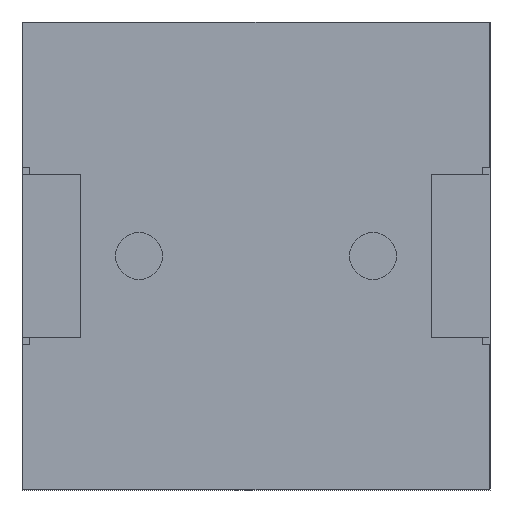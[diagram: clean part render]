
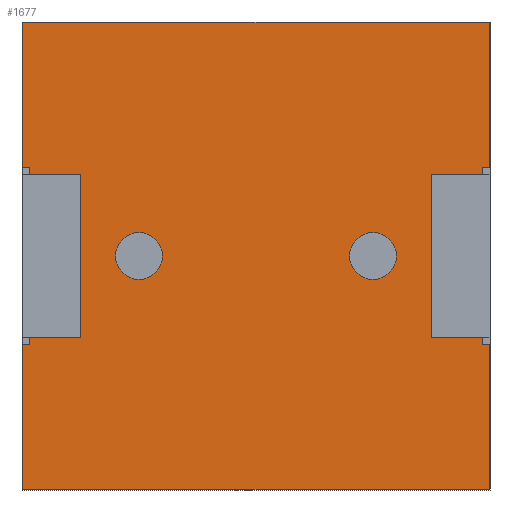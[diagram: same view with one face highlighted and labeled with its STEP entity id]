
A CAD part, front view. The second image highlights one B-rep face of the part: STEP entity #1677.
In plain terms, the highlighted planar face has unit normal (0, -1, 0).
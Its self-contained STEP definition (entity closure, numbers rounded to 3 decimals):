
#146=LINE('',#2498,#364);
#157=LINE('',#2519,#375);
#160=LINE('',#2524,#378);
#161=LINE('',#2528,#379);
#162=LINE('',#2530,#380);
#163=LINE('',#2532,#381);
#164=LINE('',#2534,#382);
#165=LINE('',#2536,#383);
#166=LINE('',#2538,#384);
#167=LINE('',#2540,#385);
#168=LINE('',#2542,#386);
#169=LINE('',#2544,#387);
#170=LINE('',#2546,#388);
#171=LINE('',#2548,#389);
#172=LINE('',#2550,#390);
#173=LINE('',#2552,#391);
#174=LINE('',#2554,#392);
#175=LINE('',#2556,#393);
#176=LINE('',#2558,#394);
#177=LINE('',#2559,#395);
#364=VECTOR('',#2048,0.435);
#375=VECTOR('',#2063,0.435);
#378=VECTOR('',#2070,1.4);
#379=VECTOR('',#2075,0.06);
#380=VECTOR('',#2076,0.06);
#381=VECTOR('',#2077,1.235);
#382=VECTOR('',#2078,3.99);
#383=VECTOR('',#2079,1.235);
#384=VECTOR('',#2080,0.06);
#385=VECTOR('',#2081,0.06);
#386=VECTOR('',#2082,0.435);
#387=VECTOR('',#2083,1.4);
#388=VECTOR('',#2084,0.435);
#389=VECTOR('',#2085,0.06);
#390=VECTOR('',#2086,0.06);
#391=VECTOR('',#2087,1.235);
#392=VECTOR('',#2088,3.99);
#393=VECTOR('',#2089,1.235);
#394=VECTOR('',#2090,0.06);
#395=VECTOR('',#2091,0.06);
#516=PLANE('',#1779);
#558=FACE_BOUND('',#711,.T.);
#559=FACE_BOUND('',#712,.T.);
#615=FACE_OUTER_BOUND('',#710,.T.);
#710=EDGE_LOOP('',(#1420,#1421,#1422,#1423,#1424,#1425,#1426,#1427,#1428,
#1429,#1430,#1431,#1432,#1433,#1434,#1435,#1436,#1437,#1438,#1439));
#711=EDGE_LOOP('',(#1440));
#712=EDGE_LOOP('',(#1441));
#750=CIRCLE('',#1716,0.2);
#752=CIRCLE('',#1719,0.2);
#764=VERTEX_POINT('',#2240);
#766=VERTEX_POINT('',#2245);
#850=VERTEX_POINT('',#2495);
#851=VERTEX_POINT('',#2497);
#857=VERTEX_POINT('',#2512);
#859=VERTEX_POINT('',#2517);
#860=VERTEX_POINT('',#2527);
#861=VERTEX_POINT('',#2529);
#862=VERTEX_POINT('',#2531);
#863=VERTEX_POINT('',#2533);
#864=VERTEX_POINT('',#2535);
#865=VERTEX_POINT('',#2537);
#866=VERTEX_POINT('',#2539);
#867=VERTEX_POINT('',#2541);
#868=VERTEX_POINT('',#2543);
#869=VERTEX_POINT('',#2545);
#870=VERTEX_POINT('',#2547);
#871=VERTEX_POINT('',#2549);
#872=VERTEX_POINT('',#2551);
#873=VERTEX_POINT('',#2553);
#874=VERTEX_POINT('',#2555);
#875=VERTEX_POINT('',#2557);
#922=EDGE_CURVE('',#764,#764,#750,.T.);
#924=EDGE_CURVE('',#766,#766,#752,.T.);
#1046=EDGE_CURVE('',#851,#850,#146,.T.);
#1057=EDGE_CURVE('',#857,#859,#157,.T.);
#1060=EDGE_CURVE('',#859,#851,#160,.T.);
#1061=EDGE_CURVE('',#850,#860,#161,.T.);
#1062=EDGE_CURVE('',#860,#861,#162,.T.);
#1063=EDGE_CURVE('',#861,#862,#163,.T.);
#1064=EDGE_CURVE('',#862,#863,#164,.T.);
#1065=EDGE_CURVE('',#863,#864,#165,.T.);
#1066=EDGE_CURVE('',#864,#865,#166,.T.);
#1067=EDGE_CURVE('',#865,#866,#167,.T.);
#1068=EDGE_CURVE('',#866,#867,#168,.T.);
#1069=EDGE_CURVE('',#867,#868,#169,.T.);
#1070=EDGE_CURVE('',#868,#869,#170,.T.);
#1071=EDGE_CURVE('',#869,#870,#171,.T.);
#1072=EDGE_CURVE('',#870,#871,#172,.T.);
#1073=EDGE_CURVE('',#871,#872,#173,.T.);
#1074=EDGE_CURVE('',#872,#873,#174,.T.);
#1075=EDGE_CURVE('',#873,#874,#175,.T.);
#1076=EDGE_CURVE('',#874,#875,#176,.T.);
#1077=EDGE_CURVE('',#875,#857,#177,.T.);
#1420=ORIENTED_EDGE('',*,*,#1057,.T.);
#1421=ORIENTED_EDGE('',*,*,#1060,.T.);
#1422=ORIENTED_EDGE('',*,*,#1046,.T.);
#1423=ORIENTED_EDGE('',*,*,#1061,.T.);
#1424=ORIENTED_EDGE('',*,*,#1062,.T.);
#1425=ORIENTED_EDGE('',*,*,#1063,.T.);
#1426=ORIENTED_EDGE('',*,*,#1064,.T.);
#1427=ORIENTED_EDGE('',*,*,#1065,.T.);
#1428=ORIENTED_EDGE('',*,*,#1066,.T.);
#1429=ORIENTED_EDGE('',*,*,#1067,.T.);
#1430=ORIENTED_EDGE('',*,*,#1068,.T.);
#1431=ORIENTED_EDGE('',*,*,#1069,.T.);
#1432=ORIENTED_EDGE('',*,*,#1070,.T.);
#1433=ORIENTED_EDGE('',*,*,#1071,.T.);
#1434=ORIENTED_EDGE('',*,*,#1072,.T.);
#1435=ORIENTED_EDGE('',*,*,#1073,.T.);
#1436=ORIENTED_EDGE('',*,*,#1074,.T.);
#1437=ORIENTED_EDGE('',*,*,#1075,.T.);
#1438=ORIENTED_EDGE('',*,*,#1076,.T.);
#1439=ORIENTED_EDGE('',*,*,#1077,.T.);
#1440=ORIENTED_EDGE('',*,*,#922,.T.);
#1441=ORIENTED_EDGE('',*,*,#924,.T.);
#1677=ADVANCED_FACE('',(#615,#558,#559),#516,.T.);
#1716=AXIS2_PLACEMENT_3D('',#2241,#1820,#1821);
#1719=AXIS2_PLACEMENT_3D('',#2246,#1826,#1827);
#1779=AXIS2_PLACEMENT_3D('',#2526,#2073,#2074);
#1820=DIRECTION('center_axis',(0.,1.,0.));
#1821=DIRECTION('ref_axis',(-1.,0.,0.));
#1826=DIRECTION('center_axis',(0.,1.,0.));
#1827=DIRECTION('ref_axis',(-1.,0.,0.));
#2048=DIRECTION('',(-1.,0.,0.));
#2063=DIRECTION('',(1.,0.,0.));
#2070=DIRECTION('',(0.,0.,-1.));
#2073=DIRECTION('center_axis',(0.,-1.,0.));
#2074=DIRECTION('ref_axis',(0.,0.,-1.));
#2075=DIRECTION('',(0.,0.,-1.));
#2076=DIRECTION('',(-1.,0.,0.));
#2077=DIRECTION('',(0.,0.,-1.));
#2078=DIRECTION('',(1.,0.,0.));
#2079=DIRECTION('',(0.,0.,1.));
#2080=DIRECTION('',(-1.,0.,0.));
#2081=DIRECTION('',(0.,0.,1.));
#2082=DIRECTION('',(-1.,0.,0.));
#2083=DIRECTION('',(0.,0.,1.));
#2084=DIRECTION('',(1.,0.,0.));
#2085=DIRECTION('',(0.,0.,1.));
#2086=DIRECTION('',(1.,0.,0.));
#2087=DIRECTION('',(0.,0.,1.));
#2088=DIRECTION('',(-1.,0.,0.));
#2089=DIRECTION('',(0.,0.,-1.));
#2090=DIRECTION('',(1.,0.,0.));
#2091=DIRECTION('',(0.,0.,-1.));
#2240=CARTESIAN_POINT('',(-0.8,0.,0.));
#2241=CARTESIAN_POINT('Origin',(-1.,0.,0.));
#2245=CARTESIAN_POINT('',(1.2,0.,0.));
#2246=CARTESIAN_POINT('Origin',(1.,0.,0.));
#2495=CARTESIAN_POINT('',(-1.935,0.,-0.7));
#2497=CARTESIAN_POINT('',(-1.5,0.,-0.7));
#2498=CARTESIAN_POINT('',(0.,0.,-0.7));
#2512=CARTESIAN_POINT('',(-1.935,0.,0.7));
#2517=CARTESIAN_POINT('',(-1.5,0.,0.7));
#2519=CARTESIAN_POINT('',(0.,0.,0.7));
#2524=CARTESIAN_POINT('',(-1.5,0.,0.));
#2526=CARTESIAN_POINT('Origin',(2.,0.,0.));
#2527=CARTESIAN_POINT('',(-1.935,0.,-0.76));
#2528=CARTESIAN_POINT('',(-1.935,0.,-0.38));
#2529=CARTESIAN_POINT('',(-1.995,0.,-0.76));
#2530=CARTESIAN_POINT('',(0.003,0.,-0.76));
#2531=CARTESIAN_POINT('',(-1.995,0.,-1.995));
#2532=CARTESIAN_POINT('',(-1.995,0.,0.));
#2533=CARTESIAN_POINT('',(1.995,0.,-1.995));
#2534=CARTESIAN_POINT('',(1.,0.,-1.995));
#2535=CARTESIAN_POINT('',(1.995,0.,-0.76));
#2536=CARTESIAN_POINT('',(1.995,0.,0.));
#2537=CARTESIAN_POINT('',(1.935,0.,-0.76));
#2538=CARTESIAN_POINT('',(1.968,0.,-0.76));
#2539=CARTESIAN_POINT('',(1.935,0.,-0.7));
#2540=CARTESIAN_POINT('',(1.935,0.,0.38));
#2541=CARTESIAN_POINT('',(1.5,0.,-0.7));
#2542=CARTESIAN_POINT('',(2.,0.,-0.7));
#2543=CARTESIAN_POINT('',(1.5,0.,0.7));
#2544=CARTESIAN_POINT('',(1.5,0.,0.));
#2545=CARTESIAN_POINT('',(1.935,0.,0.7));
#2546=CARTESIAN_POINT('',(2.,0.,0.7));
#2547=CARTESIAN_POINT('',(1.935,0.,0.76));
#2548=CARTESIAN_POINT('',(1.935,0.,0.38));
#2549=CARTESIAN_POINT('',(1.995,0.,0.76));
#2550=CARTESIAN_POINT('',(1.998,0.,0.76));
#2551=CARTESIAN_POINT('',(1.995,0.,1.995));
#2552=CARTESIAN_POINT('',(1.995,0.,0.));
#2553=CARTESIAN_POINT('',(-1.995,0.,1.995));
#2554=CARTESIAN_POINT('',(1.,0.,1.995));
#2555=CARTESIAN_POINT('',(-1.995,0.,0.76));
#2556=CARTESIAN_POINT('',(-1.995,0.,0.));
#2557=CARTESIAN_POINT('',(-1.935,0.,0.76));
#2558=CARTESIAN_POINT('',(0.033,0.,0.76));
#2559=CARTESIAN_POINT('',(-1.935,0.,-0.38));
